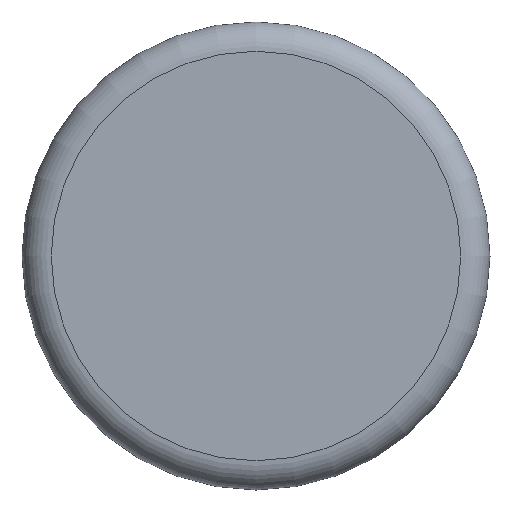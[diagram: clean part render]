
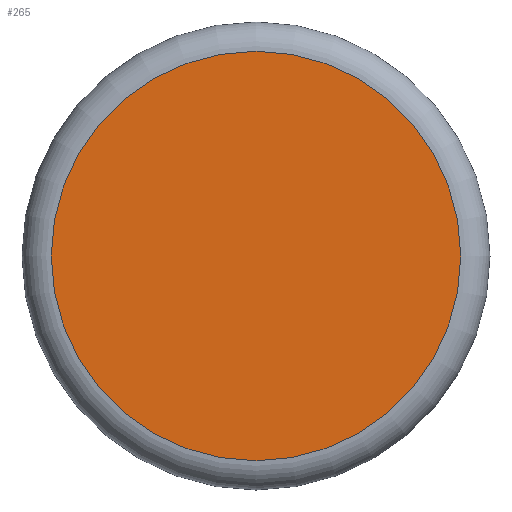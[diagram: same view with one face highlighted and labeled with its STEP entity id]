
A CAD part, front view. The second image highlights one B-rep face of the part: STEP entity #265.
In plain terms, the highlighted planar face has unit normal (0, -1, 0).
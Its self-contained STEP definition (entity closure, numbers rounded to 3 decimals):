
#62=FACE_OUTER_BOUND('',#77,.T.);
#77=EDGE_LOOP('',(#203,#204));
#98=CIRCLE('',#380,14.);
#99=CIRCLE('',#381,14.);
#128=VERTEX_POINT('',#551);
#129=VERTEX_POINT('',#552);
#158=EDGE_CURVE('',#128,#129,#98,.T.);
#159=EDGE_CURVE('',#129,#128,#99,.T.);
#203=ORIENTED_EDGE('',*,*,#158,.F.);
#204=ORIENTED_EDGE('',*,*,#159,.F.);
#257=PLANE('',#379);
#265=ADVANCED_FACE('',(#62),#257,.T.);
#379=AXIS2_PLACEMENT_3D('',#550,#448,#449);
#380=AXIS2_PLACEMENT_3D('',#553,#450,#451);
#381=AXIS2_PLACEMENT_3D('',#554,#452,#453);
#448=DIRECTION('center_axis',(0.,-1.,0.));
#449=DIRECTION('ref_axis',(0.,0.,-1.));
#450=DIRECTION('center_axis',(0.,1.,0.));
#451=DIRECTION('ref_axis',(1.,0.,0.));
#452=DIRECTION('center_axis',(0.,1.,0.));
#453=DIRECTION('ref_axis',(1.,0.,0.));
#550=CARTESIAN_POINT('Origin',(-14.,0.,0.));
#551=CARTESIAN_POINT('',(-14.,0.,0.));
#552=CARTESIAN_POINT('',(0.,0.,-14.));
#553=CARTESIAN_POINT('Origin',(0.,0.,0.));
#554=CARTESIAN_POINT('Origin',(0.,0.,0.));
